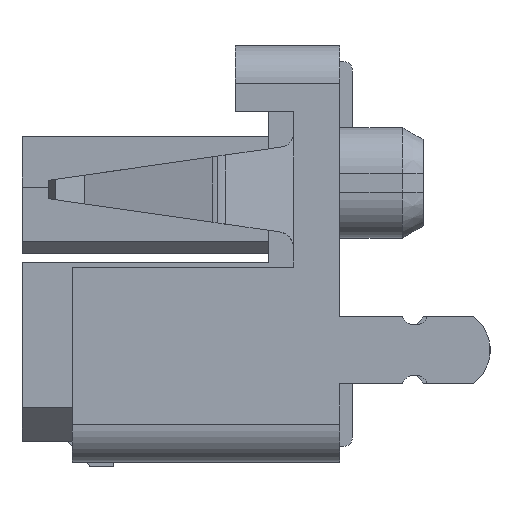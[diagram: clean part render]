
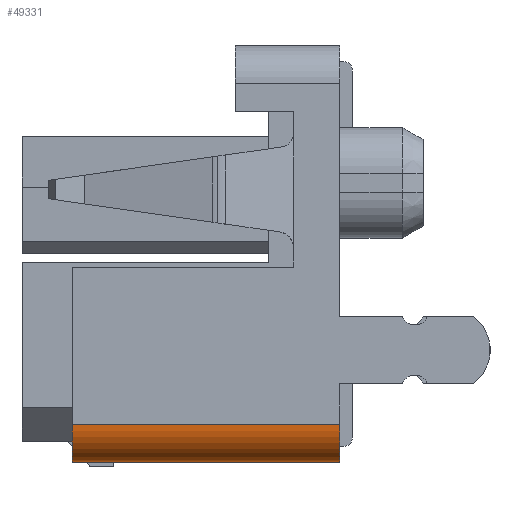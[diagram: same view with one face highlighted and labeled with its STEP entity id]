
A CAD part, left-side view. The second image highlights one B-rep face of the part: STEP entity #49331.
In plain terms, the highlighted cylindrical face has radius 0.45 mm (diameter 0.9 mm), a partial arc.
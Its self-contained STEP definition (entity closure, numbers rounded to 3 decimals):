
#589 = CARTESIAN_POINT ( 'NONE',  ( -7.125, 3.2, -2.49 ) ) ;
#2421 = CARTESIAN_POINT ( 'NONE',  ( -7.575, 0., -2.04 ) ) ;
#2873 = CARTESIAN_POINT ( 'NONE',  ( -7.125, 0., -2.04 ) ) ;
#4330 = EDGE_CURVE ( 'NONE', #37464, #36483, #14632, .T. ) ;
#4960 = VECTOR ( 'NONE', #47511, 1000. ) ;
#6686 = DIRECTION ( 'NONE',  ( 0., 1., 0. ) ) ;
#6881 = ORIENTED_EDGE ( 'NONE', *, *, #28358, .T. ) ;
#9861 = DIRECTION ( 'NONE',  ( 0., 1., 0. ) ) ;
#14349 = LINE ( 'NONE', #30923, #4960 ) ;
#14632 = CIRCLE ( 'NONE', #45011, 0.45 ) ;
#16674 = FACE_OUTER_BOUND ( 'NONE', #50809, .T. ) ;
#16975 = DIRECTION ( 'NONE',  ( 0., -1., 0. ) ) ;
#21187 = CARTESIAN_POINT ( 'NONE',  ( -7.575, 3.2, -2.04 ) ) ;
#23236 = DIRECTION ( 'NONE',  ( 0., 0., -1. ) ) ;
#24568 = CYLINDRICAL_SURFACE ( 'NONE', #29185, 0.45 ) ;
#26670 = VERTEX_POINT ( 'NONE', #42877 ) ;
#28358 = EDGE_CURVE ( 'NONE', #26670, #46382, #48000, .T. ) ;
#29185 = AXIS2_PLACEMENT_3D ( 'NONE', #41129, #33245, #29444 ) ;
#29444 = DIRECTION ( 'NONE',  ( 0., 0., -1. ) ) ;
#30607 = AXIS2_PLACEMENT_3D ( 'NONE', #2873, #6686, #23236 ) ;
#30923 = CARTESIAN_POINT ( 'NONE',  ( -7.575, 3.2, -2.04 ) ) ;
#33245 = DIRECTION ( 'NONE',  ( 0., -1., 0. ) ) ;
#36483 = VERTEX_POINT ( 'NONE', #21187 ) ;
#37464 = VERTEX_POINT ( 'NONE', #589 ) ;
#41129 = CARTESIAN_POINT ( 'NONE',  ( -7.125, 3.2, -2.04 ) ) ;
#42496 = CARTESIAN_POINT ( 'NONE',  ( -7.125, 3.2, -2.49 ) ) ;
#42877 = CARTESIAN_POINT ( 'NONE',  ( -7.125, 0., -2.49 ) ) ;
#43272 = DIRECTION ( 'NONE',  ( 0., 0., -1. ) ) ;
#44846 = ORIENTED_EDGE ( 'NONE', *, *, #47056, .T. ) ;
#45011 = AXIS2_PLACEMENT_3D ( 'NONE', #47364, #9861, #43272 ) ;
#46037 = LINE ( 'NONE', #42496, #50821 ) ;
#46382 = VERTEX_POINT ( 'NONE', #2421 ) ;
#47056 = EDGE_CURVE ( 'NONE', #37464, #26670, #46037, .T. ) ;
#47364 = CARTESIAN_POINT ( 'NONE',  ( -7.125, 3.2, -2.04 ) ) ;
#47511 = DIRECTION ( 'NONE',  ( 0., 1., 0. ) ) ;
#48000 = CIRCLE ( 'NONE', #30607, 0.45 ) ;
#48725 = EDGE_CURVE ( 'NONE', #46382, #36483, #14349, .T. ) ;
#49331 = ADVANCED_FACE ( 'NONE', ( #16674 ), #24568, .T. ) ;
#50809 = EDGE_LOOP ( 'NONE', ( #52890, #44846, #6881, #52774 ) ) ;
#50821 = VECTOR ( 'NONE', #16975, 1000. ) ;
#52774 = ORIENTED_EDGE ( 'NONE', *, *, #48725, .T. ) ;
#52890 = ORIENTED_EDGE ( 'NONE', *, *, #4330, .F. ) ;
